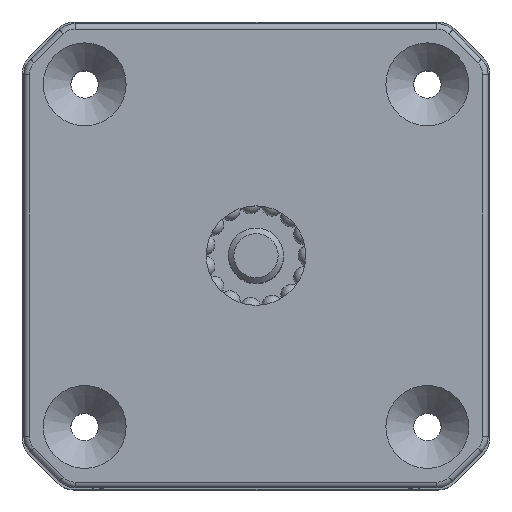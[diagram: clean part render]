
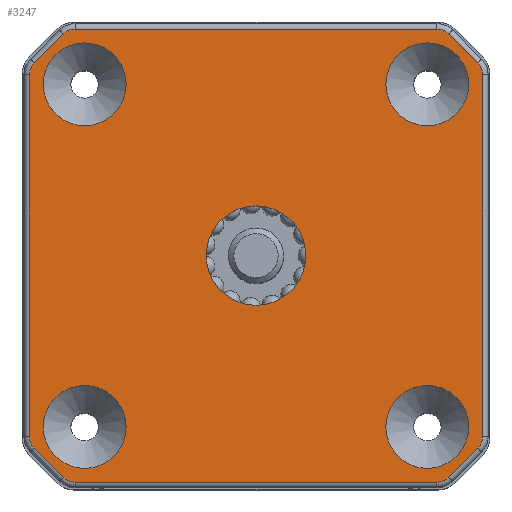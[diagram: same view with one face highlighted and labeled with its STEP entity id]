
A CAD part, top view. The second image highlights one B-rep face of the part: STEP entity #3247.
In plain terms, the highlighted planar face has unit normal (0, 0, 1).
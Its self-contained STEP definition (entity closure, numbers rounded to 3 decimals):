
#138=FACE_BOUND('',#938,.T.);
#139=FACE_BOUND('',#939,.T.);
#140=FACE_BOUND('',#940,.T.);
#141=FACE_BOUND('',#941,.T.);
#142=FACE_BOUND('',#942,.T.);
#182=PLANE('',#3668);
#296=LINE('',#6970,#464);
#299=LINE('',#6977,#467);
#300=LINE('',#6994,#468);
#303=LINE('',#7001,#471);
#304=LINE('',#7018,#472);
#307=LINE('',#7025,#475);
#308=LINE('',#7042,#476);
#311=LINE('',#7049,#479);
#464=VECTOR('',#4422,1000.);
#467=VECTOR('',#4429,1000.);
#468=VECTOR('',#4450,1000.);
#471=VECTOR('',#4457,1000.);
#472=VECTOR('',#4478,1000.);
#475=VECTOR('',#4485,1000.);
#476=VECTOR('',#4506,1000.);
#479=VECTOR('',#4513,1000.);
#753=FACE_OUTER_BOUND('',#937,.T.);
#937=EDGE_LOOP('',(#2923,#2924,#2925,#2926,#2927,#2928,#2929,#2930,#2931,
#2932,#2933,#2934,#2935,#2936,#2937,#2938));
#938=EDGE_LOOP('',(#2939));
#939=EDGE_LOOP('',(#2940));
#940=EDGE_LOOP('',(#2941));
#941=EDGE_LOOP('',(#2942));
#942=EDGE_LOOP('',(#2943));
#1151=CIRCLE('',#3588,1.5);
#1155=CIRCLE('',#3595,1.5);
#1159=CIRCLE('',#3600,1.5);
#1163=CIRCLE('',#3607,1.5);
#1167=CIRCLE('',#3612,1.5);
#1171=CIRCLE('',#3619,1.5);
#1175=CIRCLE('',#3624,1.5);
#1179=CIRCLE('',#3631,1.5);
#1196=CIRCLE('',#3669,3.75);
#1197=CIRCLE('',#3670,3.75);
#1198=CIRCLE('',#3671,3.75);
#1199=CIRCLE('',#3672,3.75);
#1200=CIRCLE('',#3673,4.5);
#1469=VERTEX_POINT('',#6958);
#1472=VERTEX_POINT('',#6963);
#1474=VERTEX_POINT('',#6968);
#1475=VERTEX_POINT('',#6973);
#1478=VERTEX_POINT('',#6980);
#1479=VERTEX_POINT('',#6985);
#1482=VERTEX_POINT('',#6992);
#1483=VERTEX_POINT('',#6997);
#1486=VERTEX_POINT('',#7004);
#1487=VERTEX_POINT('',#7009);
#1490=VERTEX_POINT('',#7016);
#1491=VERTEX_POINT('',#7021);
#1494=VERTEX_POINT('',#7028);
#1495=VERTEX_POINT('',#7033);
#1498=VERTEX_POINT('',#7040);
#1499=VERTEX_POINT('',#7045);
#1533=VERTEX_POINT('',#7158);
#1534=VERTEX_POINT('',#7160);
#1535=VERTEX_POINT('',#7162);
#1536=VERTEX_POINT('',#7164);
#1537=VERTEX_POINT('',#7166);
#1921=EDGE_CURVE('',#1469,#1472,#1151,.T.);
#1923=EDGE_CURVE('',#1472,#1474,#296,.T.);
#1927=EDGE_CURVE('',#1475,#1469,#299,.T.);
#1929=EDGE_CURVE('',#1474,#1478,#1155,.T.);
#1933=EDGE_CURVE('',#1479,#1475,#1159,.T.);
#1935=EDGE_CURVE('',#1478,#1482,#300,.T.);
#1939=EDGE_CURVE('',#1483,#1479,#303,.T.);
#1941=EDGE_CURVE('',#1482,#1486,#1163,.T.);
#1945=EDGE_CURVE('',#1487,#1483,#1167,.T.);
#1947=EDGE_CURVE('',#1486,#1490,#304,.T.);
#1951=EDGE_CURVE('',#1491,#1487,#307,.T.);
#1953=EDGE_CURVE('',#1490,#1494,#1171,.T.);
#1957=EDGE_CURVE('',#1495,#1491,#1175,.T.);
#1959=EDGE_CURVE('',#1494,#1498,#308,.T.);
#1963=EDGE_CURVE('',#1499,#1495,#311,.T.);
#1965=EDGE_CURVE('',#1498,#1499,#1179,.T.);
#2018=EDGE_CURVE('',#1533,#1533,#1196,.T.);
#2019=EDGE_CURVE('',#1534,#1534,#1197,.T.);
#2020=EDGE_CURVE('',#1535,#1535,#1198,.T.);
#2021=EDGE_CURVE('',#1536,#1536,#1199,.T.);
#2022=EDGE_CURVE('',#1537,#1537,#1200,.T.);
#2923=ORIENTED_EDGE('',*,*,#1927,.T.);
#2924=ORIENTED_EDGE('',*,*,#1921,.T.);
#2925=ORIENTED_EDGE('',*,*,#1923,.T.);
#2926=ORIENTED_EDGE('',*,*,#1929,.T.);
#2927=ORIENTED_EDGE('',*,*,#1935,.T.);
#2928=ORIENTED_EDGE('',*,*,#1941,.T.);
#2929=ORIENTED_EDGE('',*,*,#1947,.T.);
#2930=ORIENTED_EDGE('',*,*,#1953,.T.);
#2931=ORIENTED_EDGE('',*,*,#1959,.T.);
#2932=ORIENTED_EDGE('',*,*,#1965,.T.);
#2933=ORIENTED_EDGE('',*,*,#1963,.T.);
#2934=ORIENTED_EDGE('',*,*,#1957,.T.);
#2935=ORIENTED_EDGE('',*,*,#1951,.T.);
#2936=ORIENTED_EDGE('',*,*,#1945,.T.);
#2937=ORIENTED_EDGE('',*,*,#1939,.T.);
#2938=ORIENTED_EDGE('',*,*,#1933,.T.);
#2939=ORIENTED_EDGE('',*,*,#2018,.T.);
#2940=ORIENTED_EDGE('',*,*,#2019,.T.);
#2941=ORIENTED_EDGE('',*,*,#2020,.T.);
#2942=ORIENTED_EDGE('',*,*,#2021,.T.);
#2943=ORIENTED_EDGE('',*,*,#2022,.T.);
#3247=ADVANCED_FACE('',(#753,#138,#139,#140,#141,#142),#182,.F.);
#3588=AXIS2_PLACEMENT_3D('',#6965,#4416,#4417);
#3595=AXIS2_PLACEMENT_3D('',#6982,#4434,#4435);
#3600=AXIS2_PLACEMENT_3D('',#6989,#4444,#4445);
#3607=AXIS2_PLACEMENT_3D('',#7006,#4462,#4463);
#3612=AXIS2_PLACEMENT_3D('',#7013,#4472,#4473);
#3619=AXIS2_PLACEMENT_3D('',#7030,#4490,#4491);
#3624=AXIS2_PLACEMENT_3D('',#7037,#4500,#4501);
#3631=AXIS2_PLACEMENT_3D('',#7052,#4518,#4519);
#3668=AXIS2_PLACEMENT_3D('',#7157,#4628,#4629);
#3669=AXIS2_PLACEMENT_3D('',#7159,#4630,#4631);
#3670=AXIS2_PLACEMENT_3D('',#7161,#4632,#4633);
#3671=AXIS2_PLACEMENT_3D('',#7163,#4634,#4635);
#3672=AXIS2_PLACEMENT_3D('',#7165,#4636,#4637);
#3673=AXIS2_PLACEMENT_3D('',#7167,#4638,#4639);
#4416=DIRECTION('center_axis',(0.,0.,1.));
#4417=DIRECTION('ref_axis',(0.,1.,0.));
#4422=DIRECTION('',(-0.707,-0.707,0.));
#4429=DIRECTION('',(-1.,0.,0.));
#4434=DIRECTION('center_axis',(0.,0.,1.));
#4435=DIRECTION('ref_axis',(0.,1.,0.));
#4444=DIRECTION('center_axis',(0.,0.,1.));
#4445=DIRECTION('ref_axis',(0.,1.,0.));
#4450=DIRECTION('',(0.,-1.,0.));
#4457=DIRECTION('',(-0.707,0.707,0.));
#4462=DIRECTION('center_axis',(0.,0.,1.));
#4463=DIRECTION('ref_axis',(0.,1.,0.));
#4472=DIRECTION('center_axis',(0.,0.,1.));
#4473=DIRECTION('ref_axis',(0.,1.,0.));
#4478=DIRECTION('',(0.707,-0.707,0.));
#4485=DIRECTION('',(0.,1.,0.));
#4490=DIRECTION('center_axis',(0.,0.,1.));
#4491=DIRECTION('ref_axis',(0.,1.,0.));
#4500=DIRECTION('center_axis',(0.,0.,1.));
#4501=DIRECTION('ref_axis',(0.,1.,0.));
#4506=DIRECTION('',(1.,0.,0.));
#4513=DIRECTION('',(0.707,0.707,0.));
#4518=DIRECTION('center_axis',(0.,0.,1.));
#4519=DIRECTION('ref_axis',(0.,1.,0.));
#4628=DIRECTION('center_axis',(0.,0.,-1.));
#4629=DIRECTION('ref_axis',(0.,1.,0.));
#4630=DIRECTION('center_axis',(0.,0.,-1.));
#4631=DIRECTION('ref_axis',(0.,1.,0.));
#4632=DIRECTION('center_axis',(0.,0.,-1.));
#4633=DIRECTION('ref_axis',(0.,1.,0.));
#4634=DIRECTION('center_axis',(0.,0.,-1.));
#4635=DIRECTION('ref_axis',(0.,1.,0.));
#4636=DIRECTION('center_axis',(0.,0.,-1.));
#4637=DIRECTION('ref_axis',(0.,1.,0.));
#4638=DIRECTION('center_axis',(0.,0.,-1.));
#4639=DIRECTION('ref_axis',(0.,1.,0.));
#6958=CARTESIAN_POINT('',(-21.072,5.5,1099.));
#6963=CARTESIAN_POINT('',(-22.132,5.061,1099.));
#6965=CARTESIAN_POINT('Origin',(-21.072,4.,1099.));
#6968=CARTESIAN_POINT('',(-24.761,2.432,1099.));
#6970=CARTESIAN_POINT('',(-23.446,3.746,1099.));
#6973=CARTESIAN_POINT('',(11.672,5.5,1099.));
#6977=CARTESIAN_POINT('',(-4.7,5.5,1099.));
#6980=CARTESIAN_POINT('',(-25.2,1.372,1099.));
#6982=CARTESIAN_POINT('Origin',(-23.7,1.372,1099.));
#6985=CARTESIAN_POINT('',(12.732,5.061,1099.));
#6989=CARTESIAN_POINT('Origin',(11.672,4.,1099.));
#6992=CARTESIAN_POINT('',(-25.2,-31.372,1099.));
#6994=CARTESIAN_POINT('',(-25.2,-31.372,1099.));
#6997=CARTESIAN_POINT('',(15.361,2.432,1099.));
#7001=CARTESIAN_POINT('',(14.046,3.746,1099.));
#7004=CARTESIAN_POINT('',(-24.761,-32.432,1099.));
#7006=CARTESIAN_POINT('Origin',(-23.7,-31.372,1099.));
#7009=CARTESIAN_POINT('',(15.8,1.372,1099.));
#7013=CARTESIAN_POINT('Origin',(14.3,1.372,1099.));
#7016=CARTESIAN_POINT('',(-22.132,-35.061,1099.));
#7018=CARTESIAN_POINT('',(-22.132,-35.061,1099.));
#7021=CARTESIAN_POINT('',(15.8,-31.372,1099.));
#7025=CARTESIAN_POINT('',(15.8,-15.,1099.));
#7028=CARTESIAN_POINT('',(-21.072,-35.5,1099.));
#7030=CARTESIAN_POINT('Origin',(-21.072,-34.,1099.));
#7033=CARTESIAN_POINT('',(15.361,-32.432,1099.));
#7037=CARTESIAN_POINT('Origin',(14.3,-31.372,1099.));
#7040=CARTESIAN_POINT('',(11.672,-35.5,1099.));
#7042=CARTESIAN_POINT('',(11.672,-35.5,1099.));
#7045=CARTESIAN_POINT('',(12.732,-35.061,1099.));
#7049=CARTESIAN_POINT('',(15.361,-32.432,1099.));
#7052=CARTESIAN_POINT('Origin',(11.672,-34.,1099.));
#7157=CARTESIAN_POINT('Origin',(-4.7,-15.,1099.));
#7158=CARTESIAN_POINT('',(-20.2,-26.75,1099.));
#7159=CARTESIAN_POINT('Origin',(-20.2,-30.5,1099.));
#7160=CARTESIAN_POINT('',(10.8,-26.75,1099.));
#7161=CARTESIAN_POINT('Origin',(10.8,-30.5,1099.));
#7162=CARTESIAN_POINT('',(10.8,4.25,1099.));
#7163=CARTESIAN_POINT('Origin',(10.8,0.5,1099.));
#7164=CARTESIAN_POINT('',(-20.2,4.25,1099.));
#7165=CARTESIAN_POINT('Origin',(-20.2,0.5,1099.));
#7166=CARTESIAN_POINT('',(-4.7,-10.5,1099.));
#7167=CARTESIAN_POINT('Origin',(-4.7,-15.,1099.));
